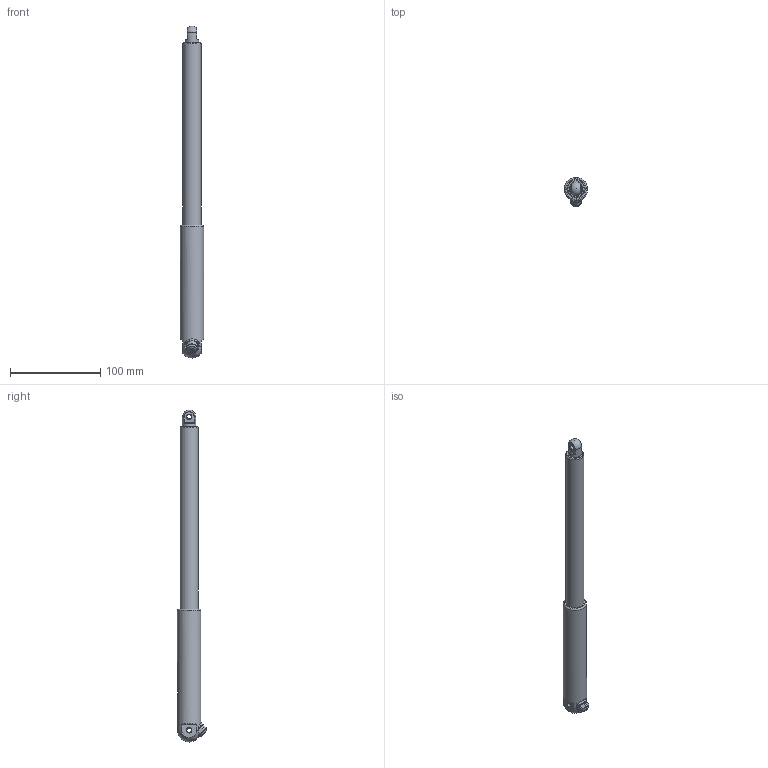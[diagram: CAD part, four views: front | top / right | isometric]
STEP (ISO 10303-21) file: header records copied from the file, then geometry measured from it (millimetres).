
FILE_DESCRIPTION(/* description */ (''),/* implementation_level */ '2;1');
FILE_NAME(/* name */ 'FA-B-XX-12-7.step',/* time_stamp */ '2019-09-03T14:30:44-07:00',/* author */ (''),/* organization */ (''),/* preprocessor_version */ 'ST-DEVELOPER v18',/* originating_system */ 'Autodesk Translation Framework v8.6.0.1094',/* authorisation */ '');
FILE_SCHEMA (('AUTOMOTIVE_DESIGN { 1 0 10303 214 3 1 1 }'));
Length unit declared in the file: inch
Products named in the file (4): (Unsaved); FA-B-20-12-7; FA-B-20-12-XX_Cable_Gland; FA-B-20-12-7 (1)
Assembly tree (3 placements, depth 3):
  (Unsaved)
    FA-B-20-12-7
      FA-B-20-12-XX_Cable_Gland
      FA-B-20-12-7 (1)
Bounding box: 26 x 32.23 x 368.3 mm (x, y, z)
Volume: 140186.2 mm3; surface area: 27888.9 mm2
Topology: 2 solids, 2 shells, 117 faces, 326 edges, 219 vertices
Faces by surface type: cylinder 43, plane 34, bspline 19, cone 12, torus 5, sphere 4
Full cylindrical faces by diameter (mm): 5 x1, 5.1 x2, 5.3 x1, 7 x1, 7.4 x1, 8 x4, 9 x3, 9.1 x3, 11.64 x2, 15 x1, 20 x1, 26 x1
Entity records: 7996 total; most frequent: CARTESIAN_POINT 4965, ORIENTED_EDGE 648, DIRECTION 579, EDGE_CURVE 324, AXIS2_PLACEMENT_3D 233, VERTEX_POINT 219, EDGE_LOOP 131, CIRCLE 124
